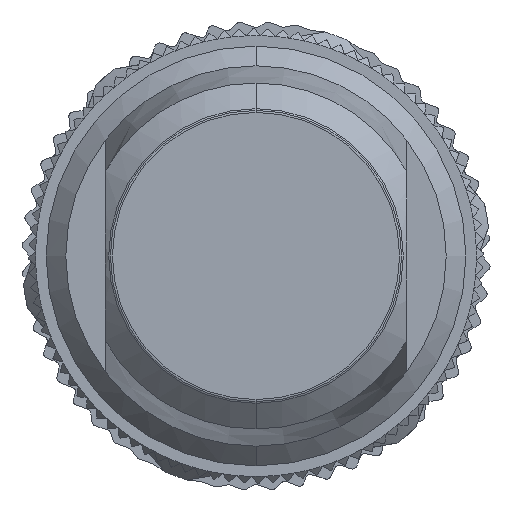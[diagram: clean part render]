
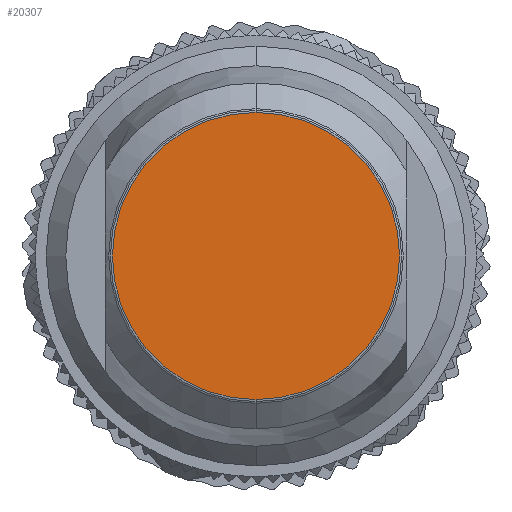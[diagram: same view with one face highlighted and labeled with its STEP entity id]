
A CAD part, front view. The second image highlights one B-rep face of the part: STEP entity #20307.
In plain terms, the highlighted planar face has unit normal (0, -1, 0).
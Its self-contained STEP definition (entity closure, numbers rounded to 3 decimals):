
#553=CARTESIAN_POINT('',(0.,-45.5,0.));
#554=DIRECTION('',(0.,-1.,0.));
#555=DIRECTION('',(0.,0.,-1.));
#556=AXIS2_PLACEMENT_3D('',#553,#554,#555);
#561=CARTESIAN_POINT('',(0.,-45.5,0.));
#562=DIRECTION('',(0.,-1.,0.));
#563=DIRECTION('',(0.,0.,1.));
#564=AXIS2_PLACEMENT_3D('',#561,#562,#563);
#19823=CARTESIAN_POINT('',(0.,-45.5,6.192));
#19824=VERTEX_POINT('',#19823);
#19825=CARTESIAN_POINT('',(0.,-45.5,-6.192));
#19826=VERTEX_POINT('',#19825);
#20297=CARTESIAN_POINT('',(0.,-45.5,0.));
#20298=DIRECTION('',(0.,-1.,0.));
#20299=DIRECTION('',(0.,0.,-1.));
#20300=AXIS2_PLACEMENT_3D('',#20297,#20298,#20299);
#20301=PLANE('',#20300);
#20303=ORIENTED_EDGE('',*,*,#20302,.F.);
#20304=ORIENTED_EDGE('',*,*,#20287,.F.);
#20305=EDGE_LOOP('',(#20303,#20304));
#20306=FACE_OUTER_BOUND('',#20305,.F.);
#20307=ADVANCED_FACE('',(#20306),#20301,.T.);
#557=CIRCLE('',#556,6.192);
#565=CIRCLE('',#564,6.192);
#20287=EDGE_CURVE('',#19824,#19826,#565,.T.);
#20302=EDGE_CURVE('',#19826,#19824,#557,.T.);
